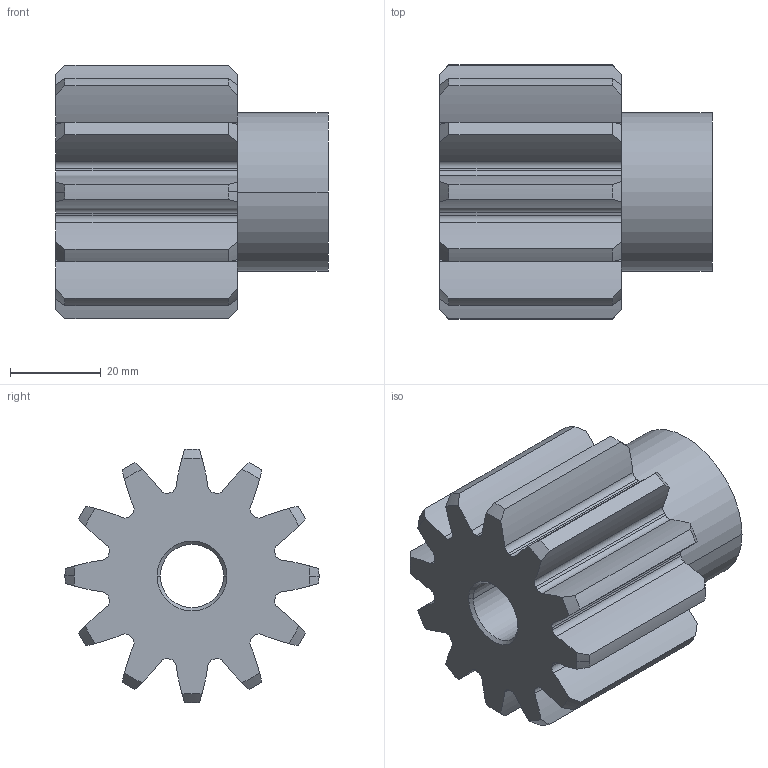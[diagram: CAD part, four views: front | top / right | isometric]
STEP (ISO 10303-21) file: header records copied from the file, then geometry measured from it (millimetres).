
FILE_DESCRIPTION(('STEP AP214'),'1');
FILE_NAME('gear_m4z12-a.stp','2017-04-16T21:45:46',('TraceParts'),('TraceParts S.A.'),'Spatial InterOp 3D',' ',' ');
FILE_SCHEMA(('automotive_design'));
Length unit declared in the file: millimetre
Products named in the file (1): gear_m4z12-a
Bounding box: 60 x 56 x 55.99 mm (x, y, z)
Volume: 79596.3 mm3; surface area: 19512.3 mm2
Topology: 1 solids, 1 shells, 111 faces, 320 edges, 212 vertices
Faces by surface type: cylinder 76, cone 32, plane 3
Entity records: 4802 total; most frequent: CARTESIAN_POINT 884, DIRECTION 684, ORIENTED_EDGE 640, EDGE_CURVE 320, AXIS2_PLACEMENT_3D 300, VERTEX_POINT 212, CIRCLE 188, EDGE_LOOP 114
